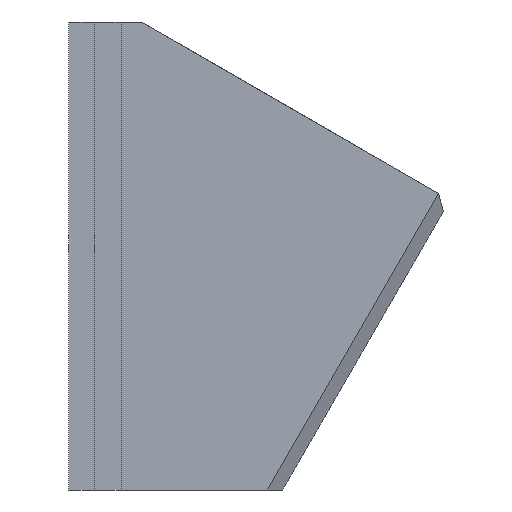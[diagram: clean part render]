
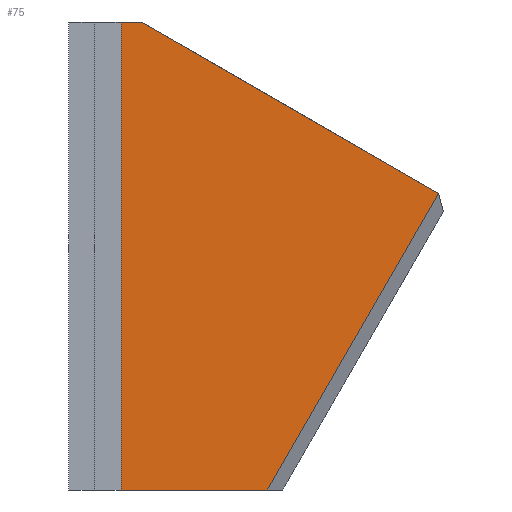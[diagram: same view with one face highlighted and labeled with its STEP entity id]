
A CAD part, front view. The second image highlights one B-rep face of the part: STEP entity #75.
In plain terms, the highlighted planar face has unit normal (0, -1, 0).
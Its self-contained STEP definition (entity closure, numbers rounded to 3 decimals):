
#75 = ADVANCED_FACE( '', ( #95 ), #96, .T. );
#95 = FACE_OUTER_BOUND( '', #135, .T. );
#96 = PLANE( '', #136 );
#135 = EDGE_LOOP( '', ( #175, #176, #177, #178, #179 ) );
#136 = AXIS2_PLACEMENT_3D( '', #180, #181, #182 );
#175 = ORIENTED_EDGE( '', *, *, #332, .T. );
#176 = ORIENTED_EDGE( '', *, *, #333, .T. );
#177 = ORIENTED_EDGE( '', *, *, #334, .T. );
#178 = ORIENTED_EDGE( '', *, *, #335, .T. );
#179 = ORIENTED_EDGE( '', *, *, #336, .F. );
#180 = CARTESIAN_POINT( '', ( 0., -7.5, 52.5 ) );
#181 = DIRECTION( '', ( 0., -1., 0. ) );
#182 = DIRECTION( '', ( 0., 0., -1. ) );
#332 = EDGE_CURVE( '', #382, #383, #384, .T. );
#333 = EDGE_CURVE( '', #383, #385, #386, .T. );
#334 = EDGE_CURVE( '', #385, #387, #388, .T. );
#335 = EDGE_CURVE( '', #387, #389, #390, .T. );
#336 = EDGE_CURVE( '', #382, #389, #391, .T. );
#382 = VERTEX_POINT( '', #465 );
#383 = VERTEX_POINT( '', #466 );
#384 = LINE( '', #467, #468 );
#385 = VERTEX_POINT( '', #469 );
#386 = LINE( '', #470, #471 );
#387 = VERTEX_POINT( '', #472 );
#388 = LINE( '', #473, #474 );
#389 = VERTEX_POINT( '', #475 );
#390 = LINE( '', #476, #477 );
#391 = LINE( '', #478, #479 );
#465 = CARTESIAN_POINT( '', ( 5.9, -7.5, 0. ) );
#466 = CARTESIAN_POINT( '', ( 22.306, -7.5, 0. ) );
#467 = CARTESIAN_POINT( '', ( 0., -7.5, 0. ) );
#468 = VECTOR( '', #595, 1000. );
#469 = CARTESIAN_POINT( '', ( 41.505, -7.5, 33.254 ) );
#470 = CARTESIAN_POINT( '', ( 41.505, -7.5, 33.254 ) );
#471 = VECTOR( '', #596, 1000. );
#472 = CARTESIAN_POINT( '', ( 8.17, -7.5, 52.5 ) );
#473 = CARTESIAN_POINT( '', ( 8.17, -7.5, 52.5 ) );
#474 = VECTOR( '', #597, 1000. );
#475 = CARTESIAN_POINT( '', ( 5.9, -7.5, 52.5 ) );
#476 = CARTESIAN_POINT( '', ( 8.17, -7.5, 52.5 ) );
#477 = VECTOR( '', #598, 1000. );
#478 = CARTESIAN_POINT( '', ( 5.9, -7.5, 0. ) );
#479 = VECTOR( '', #599, 1000. );
#595 = DIRECTION( '', ( 1., 0., 0. ) );
#596 = DIRECTION( '', ( 0.5, 0., 0.866 ) );
#597 = DIRECTION( '', ( -0.866, 0., 0.5 ) );
#598 = DIRECTION( '', ( -1., 0., 0. ) );
#599 = DIRECTION( '', ( 0., 0., 1. ) );
